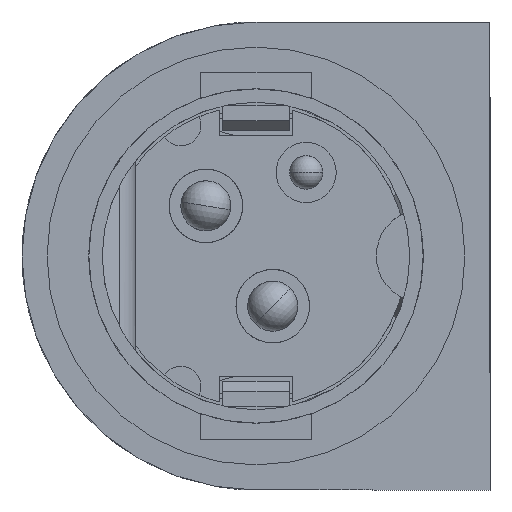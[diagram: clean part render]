
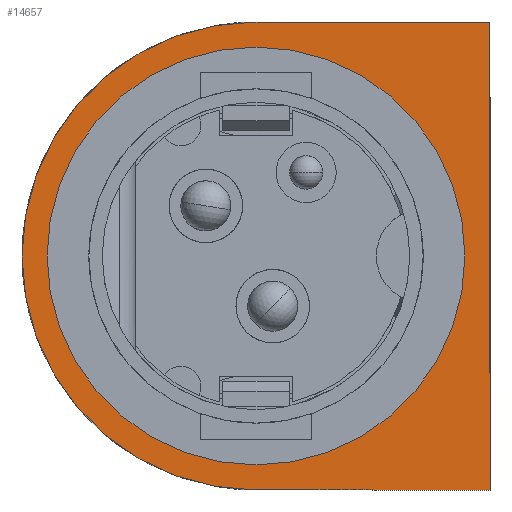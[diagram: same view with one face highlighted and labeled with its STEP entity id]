
A CAD part, left-side view. The second image highlights one B-rep face of the part: STEP entity #14657.
In plain terms, the highlighted face is planar.
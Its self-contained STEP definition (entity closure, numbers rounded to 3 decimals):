
#50 = VERTEX_POINT ( 'NONE', #336 ) ;
#281 = AXIS2_PLACEMENT_3D ( 'NONE', #14413, #3629, #11017 ) ;
#315 = FACE_OUTER_BOUND ( 'NONE', #13286, .T. ) ;
#336 = CARTESIAN_POINT ( 'NONE',  ( 9.7, 0., -7. ) ) ;
#361 = DIRECTION ( 'NONE',  ( 0., 1., 0. ) ) ;
#389 = PLANE ( 'NONE',  #12891 ) ;
#501 = VECTOR ( 'NONE', #9103, 1000. ) ;
#768 = DIRECTION ( 'NONE',  ( 0., 0., -1. ) ) ;
#1283 = DIRECTION ( 'NONE',  ( 0., 0., 1. ) ) ;
#1907 = ORIENTED_EDGE ( 'NONE', *, *, #10057, .F. ) ;
#2518 = DIRECTION ( 'NONE',  ( 0., 0., -1. ) ) ;
#2620 = EDGE_LOOP ( 'NONE', ( #1907, #13290 ) ) ;
#2675 = FACE_BOUND ( 'NONE', #2620, .T. ) ;
#2829 = DIRECTION ( 'NONE',  ( 0., 0., 1. ) ) ;
#3102 = CARTESIAN_POINT ( 'NONE',  ( 9.7, 7., -6.25 ) ) ;
#3108 = LINE ( 'NONE', #4301, #501 ) ;
#3273 = EDGE_CURVE ( 'NONE', #10618, #7398, #9428, .T. ) ;
#3340 = VECTOR ( 'NONE', #361, 1000. ) ;
#3629 = DIRECTION ( 'NONE',  ( 1., 0., 0. ) ) ;
#3818 = ORIENTED_EDGE ( 'NONE', *, *, #9246, .T. ) ;
#4064 = CIRCLE ( 'NONE', #281, 6.25 ) ;
#4301 = CARTESIAN_POINT ( 'NONE',  ( 9.7, 0., 7. ) ) ;
#4650 = AXIS2_PLACEMENT_3D ( 'NONE', #14282, #11989, #1283 ) ;
#5199 = VERTEX_POINT ( 'NONE', #3102 ) ;
#6808 = VERTEX_POINT ( 'NONE', #7150 ) ;
#7001 = EDGE_CURVE ( 'NONE', #50, #10618, #9668, .T. ) ;
#7150 = CARTESIAN_POINT ( 'NONE',  ( 9.7, 0., 7. ) ) ;
#7333 = CARTESIAN_POINT ( 'NONE',  ( 9.7, 7., 0. ) ) ;
#7398 = VERTEX_POINT ( 'NONE', #8088 ) ;
#7632 = LINE ( 'NONE', #13688, #8347 ) ;
#7645 = DIRECTION ( 'NONE',  ( -1., 0., 0. ) ) ;
#8041 = ORIENTED_EDGE ( 'NONE', *, *, #3273, .T. ) ;
#8088 = CARTESIAN_POINT ( 'NONE',  ( 9.7, 7., 7. ) ) ;
#8347 = VECTOR ( 'NONE', #768, 1000. ) ;
#9103 = DIRECTION ( 'NONE',  ( 0., -1., 0. ) ) ;
#9246 = EDGE_CURVE ( 'NONE', #7398, #6808, #3108, .T. ) ;
#9415 = CARTESIAN_POINT ( 'NONE',  ( 9.7, 7., 6.25 ) ) ;
#9428 = CIRCLE ( 'NONE', #4650, 7. ) ;
#9668 = LINE ( 'NONE', #12082, #3340 ) ;
#10057 = EDGE_CURVE ( 'NONE', #13728, #5199, #4064, .T. ) ;
#10618 = VERTEX_POINT ( 'NONE', #14277 ) ;
#10940 = CARTESIAN_POINT ( 'NONE',  ( 9.7, 7., 0. ) ) ;
#11017 = DIRECTION ( 'NONE',  ( 0., 0., -1. ) ) ;
#11097 = DIRECTION ( 'NONE',  ( 1., 0., 0. ) ) ;
#11892 = CIRCLE ( 'NONE', #15421, 6.25 ) ;
#11989 = DIRECTION ( 'NONE',  ( 1., 0., 0. ) ) ;
#12082 = CARTESIAN_POINT ( 'NONE',  ( 9.7, 7., -7. ) ) ;
#12891 = AXIS2_PLACEMENT_3D ( 'NONE', #10940, #7645, #2829 ) ;
#13248 = EDGE_CURVE ( 'NONE', #6808, #50, #7632, .T. ) ;
#13286 = EDGE_LOOP ( 'NONE', ( #3818, #14814, #13977, #8041 ) ) ;
#13290 = ORIENTED_EDGE ( 'NONE', *, *, #14655, .F. ) ;
#13688 = CARTESIAN_POINT ( 'NONE',  ( 9.7, 0., 7. ) ) ;
#13728 = VERTEX_POINT ( 'NONE', #9415 ) ;
#13977 = ORIENTED_EDGE ( 'NONE', *, *, #7001, .T. ) ;
#14277 = CARTESIAN_POINT ( 'NONE',  ( 9.7, 7., -7. ) ) ;
#14282 = CARTESIAN_POINT ( 'NONE',  ( 9.7, 7., 0. ) ) ;
#14413 = CARTESIAN_POINT ( 'NONE',  ( 9.7, 7., 0. ) ) ;
#14655 = EDGE_CURVE ( 'NONE', #5199, #13728, #11892, .T. ) ;
#14657 = ADVANCED_FACE ( 'NONE', ( #2675, #315 ), #389, .F. ) ;
#14814 = ORIENTED_EDGE ( 'NONE', *, *, #13248, .T. ) ;
#15421 = AXIS2_PLACEMENT_3D ( 'NONE', #7333, #11097, #2518 ) ;
